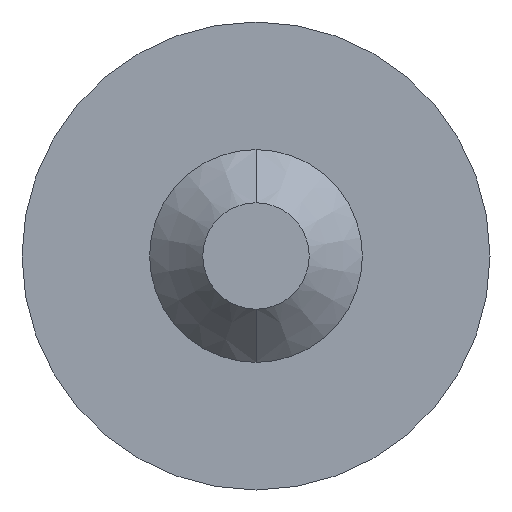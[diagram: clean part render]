
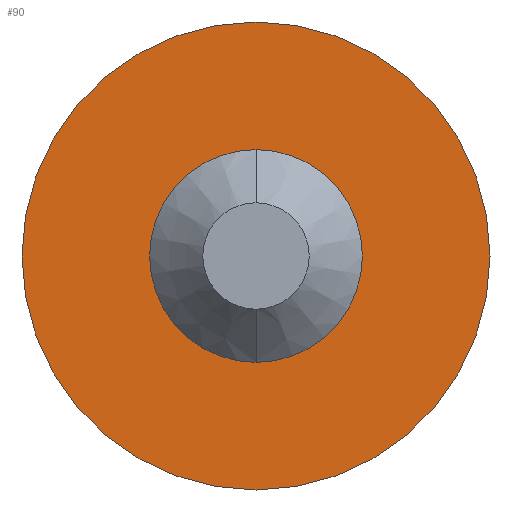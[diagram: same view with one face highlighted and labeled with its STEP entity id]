
A CAD part, front view. The second image highlights one B-rep face of the part: STEP entity #90.
In plain terms, the highlighted planar face has unit normal (0, -1, 0).
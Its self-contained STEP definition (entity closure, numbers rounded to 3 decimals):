
#18 = CIRCLE ( 'NONE', #144, 1. ) ;
#34 = AXIS2_PLACEMENT_3D ( 'NONE', #449, #94, #368 ) ;
#47 = EDGE_CURVE ( 'NONE', #54, #277, #18, .T. ) ;
#54 = VERTEX_POINT ( 'NONE', #522 ) ;
#71 = ORIENTED_EDGE ( 'NONE', *, *, #250, .T. ) ;
#78 = CARTESIAN_POINT ( 'NONE',  ( 0., 0., 0. ) ) ;
#90 = ADVANCED_FACE ( 'NONE', ( #99, #467 ), #164, .T. ) ;
#94 = DIRECTION ( 'NONE',  ( 0., -1., 0. ) ) ;
#99 = FACE_BOUND ( 'NONE', #537, .T. ) ;
#123 = DIRECTION ( 'NONE',  ( 0., 0., 1. ) ) ;
#124 = CIRCLE ( 'NONE', #34, 2.2 ) ;
#131 = AXIS2_PLACEMENT_3D ( 'NONE', #358, #482, #137 ) ;
#137 = DIRECTION ( 'NONE',  ( 0., 0., 1. ) ) ;
#143 = CARTESIAN_POINT ( 'NONE',  ( 0., 0., -1. ) ) ;
#144 = AXIS2_PLACEMENT_3D ( 'NONE', #285, #476, #123 ) ;
#155 = EDGE_CURVE ( 'NONE', #277, #54, #374, .T. ) ;
#164 = PLANE ( 'NONE',  #198 ) ;
#175 = EDGE_LOOP ( 'NONE', ( #415, #71 ) ) ;
#198 = AXIS2_PLACEMENT_3D ( 'NONE', #78, #345, #569 ) ;
#250 = EDGE_CURVE ( 'NONE', #350, #271, #124, .T. ) ;
#268 = DIRECTION ( 'NONE',  ( 0., 0., -1. ) ) ;
#271 = VERTEX_POINT ( 'NONE', #404 ) ;
#272 = ORIENTED_EDGE ( 'NONE', *, *, #47, .T. ) ;
#277 = VERTEX_POINT ( 'NONE', #143 ) ;
#285 = CARTESIAN_POINT ( 'NONE',  ( 0., 0., 0. ) ) ;
#315 = CIRCLE ( 'NONE', #372, 2.2 ) ;
#320 = CARTESIAN_POINT ( 'NONE',  ( 0., 0., 0. ) ) ;
#345 = DIRECTION ( 'NONE',  ( 0., -1., 0. ) ) ;
#350 = VERTEX_POINT ( 'NONE', #377 ) ;
#358 = CARTESIAN_POINT ( 'NONE',  ( 0., 0., 0. ) ) ;
#368 = DIRECTION ( 'NONE',  ( 0., 0., -1. ) ) ;
#369 = EDGE_CURVE ( 'NONE', #271, #350, #315, .T. ) ;
#372 = AXIS2_PLACEMENT_3D ( 'NONE', #320, #413, #268 ) ;
#374 = CIRCLE ( 'NONE', #131, 1. ) ;
#377 = CARTESIAN_POINT ( 'NONE',  ( 0., 0., 2.2 ) ) ;
#404 = CARTESIAN_POINT ( 'NONE',  ( 0., 0., -2.2 ) ) ;
#413 = DIRECTION ( 'NONE',  ( 0., -1., 0. ) ) ;
#415 = ORIENTED_EDGE ( 'NONE', *, *, #369, .T. ) ;
#449 = CARTESIAN_POINT ( 'NONE',  ( 0., 0., 0. ) ) ;
#467 = FACE_OUTER_BOUND ( 'NONE', #175, .T. ) ;
#476 = DIRECTION ( 'NONE',  ( 0., 1., 0. ) ) ;
#482 = DIRECTION ( 'NONE',  ( 0., 1., 0. ) ) ;
#522 = CARTESIAN_POINT ( 'NONE',  ( 0., 0., 1. ) ) ;
#537 = EDGE_LOOP ( 'NONE', ( #272, #567 ) ) ;
#567 = ORIENTED_EDGE ( 'NONE', *, *, #155, .T. ) ;
#569 = DIRECTION ( 'NONE',  ( 0., 0., -1. ) ) ;
